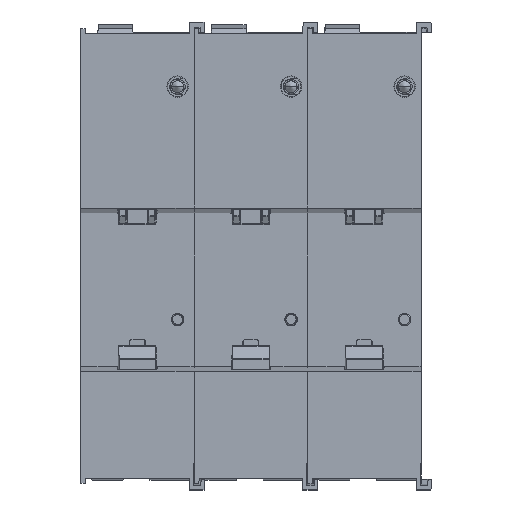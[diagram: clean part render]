
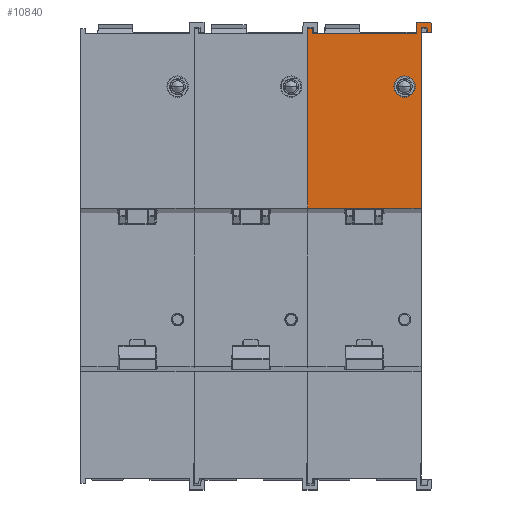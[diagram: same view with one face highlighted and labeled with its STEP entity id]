
A CAD part, top view. The second image highlights one B-rep face of the part: STEP entity #10840.
In plain terms, the highlighted planar face has unit normal (0, 0, 1).
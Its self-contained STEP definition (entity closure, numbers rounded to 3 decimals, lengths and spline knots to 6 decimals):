
#7870=DIRECTION('',(-1.,0.,0.));
#7871=VECTOR('',#7870,0.0268);
#7872=CARTESIAN_POINT('',(-0.0104,0.066571,-0.00346));
#7873=LINE('',#7872,#7871);
#8042=DIRECTION('',(0.,-1.,0.));
#8043=VECTOR('',#8042,0.042379);
#8044=CARTESIAN_POINT('',(-0.0372,0.10895,-0.00346));
#8045=LINE('',#8044,#8043);
#8046=DIRECTION('',(-1.,0.,0.));
#8047=VECTOR('',#8046,0.00109);
#8048=CARTESIAN_POINT('',(-0.03611,0.10895,-0.00346));
#8049=LINE('',#8048,#8047);
#8050=DIRECTION('',(-0.017,1.,0.));
#8051=VECTOR('',#8050,0.0012);
#8052=CARTESIAN_POINT('',(-0.036089,0.10775,-0.00346));
#8053=LINE('',#8052,#8051);
#8054=DIRECTION('',(-1.,0.,0.));
#8055=VECTOR('',#8054,0.024578);
#8056=CARTESIAN_POINT('',(-0.011511,0.10775,-0.00346));
#8057=LINE('',#8056,#8055);
#8058=DIRECTION('',(-0.017,-1.,0.));
#8059=VECTOR('',#8058,0.00275);
#8060=CARTESIAN_POINT('',(-0.011463,0.1105,-0.00346));
#8061=LINE('',#8060,#8059);
#8062=DIRECTION('',(-0.038,0.999,0.));
#8063=VECTOR('',#8062,0.002531);
#8064=CARTESIAN_POINT('',(-0.007953,0.107971,-0.00346));
#8065=LINE('',#8064,#8063);
#8066=DIRECTION('',(0.038,-0.999,0.));
#8067=VECTOR('',#8066,0.001238);
#8068=CARTESIAN_POINT('',(-0.009,0.1092,-0.00346));
#8069=LINE('',#8068,#8067);
#8070=DIRECTION('',(0.,1.,0.));
#8071=VECTOR('',#8070,0.037629);
#8072=CARTESIAN_POINT('',(-0.0104,0.066571,-0.00346));
#8073=LINE('',#8072,#8071);
#8074=CARTESIAN_POINT('',(-0.0143,0.09525,-0.00346));
#8075=DIRECTION('',(0.,0.,-1.));
#8076=DIRECTION('',(-1.,0.,0.));
#8077=AXIS2_PLACEMENT_3D('',#8074,#8075,#8076);
#8079=CARTESIAN_POINT('',(-0.0143,0.09525,-0.00346));
#8080=DIRECTION('',(0.,0.,-1.));
#8081=DIRECTION('',(1.,0.,0.));
#8082=AXIS2_PLACEMENT_3D('',#8079,#8080,#8081);
#8268=DIRECTION('',(0.,-1.,0.));
#8269=VECTOR('',#8268,0.005);
#8270=CARTESIAN_POINT('',(-0.0104,0.1092,-0.00346));
#8271=LINE('',#8270,#8269);
#8280=DIRECTION('',(-1.,0.,0.));
#8281=VECTOR('',#8280,0.0014);
#8282=CARTESIAN_POINT('',(-0.009,0.1092,-0.00346));
#8283=LINE('',#8282,#8281);
#8300=DIRECTION('',(-1.,-0.009,0.));
#8301=VECTOR('',#8300,0.001);
#8302=CARTESIAN_POINT('',(-0.007953,0.107971,-0.00346));
#8303=LINE('',#8302,#8301);
#8316=DIRECTION('',(1.,0.,0.));
#8317=VECTOR('',#8316,0.003413);
#8318=CARTESIAN_POINT('',(-0.011463,0.1105,-0.00346));
#8319=LINE('',#8318,#8317);
#9347=CARTESIAN_POINT('',(-0.0372,0.066571,-0.00346));
#9348=VERTEX_POINT('',#9347);
#9349=CARTESIAN_POINT('',(-0.0372,0.10895,-0.00346));
#9350=VERTEX_POINT('',#9349);
#9399=CARTESIAN_POINT('',(-0.0104,0.1042,-0.00346));
#9400=VERTEX_POINT('',#9399);
#9401=CARTESIAN_POINT('',(-0.0104,0.066571,-0.00346));
#9402=VERTEX_POINT('',#9401);
#9516=CARTESIAN_POINT('',(-0.036089,0.10775,-0.00346));
#9517=VERTEX_POINT('',#9516);
#9518=CARTESIAN_POINT('',(-0.011511,0.10775,-0.00346));
#9519=VERTEX_POINT('',#9518);
#9522=CARTESIAN_POINT('',(-0.03611,0.10895,-0.00346));
#9523=VERTEX_POINT('',#9522);
#9524=CARTESIAN_POINT('',(-0.0104,0.1092,-0.00346));
#9525=VERTEX_POINT('',#9524);
#9526=CARTESIAN_POINT('',(-0.009,0.1092,-0.00346));
#9527=VERTEX_POINT('',#9526);
#9528=CARTESIAN_POINT('',(-0.008952,0.107963,-0.00346));
#9529=VERTEX_POINT('',#9528);
#9530=CARTESIAN_POINT('',(-0.007953,0.107971,-0.00346));
#9531=VERTEX_POINT('',#9530);
#9532=CARTESIAN_POINT('',(-0.00805,0.1105,-0.00346));
#9533=VERTEX_POINT('',#9532);
#9534=CARTESIAN_POINT('',(-0.011463,0.1105,-0.00346));
#9535=VERTEX_POINT('',#9534);
#9536=CARTESIAN_POINT('',(-0.016814,0.09525,-0.00346));
#9537=CARTESIAN_POINT('',(-0.011786,0.09525,-0.00346));
#9538=VERTEX_POINT('',#9536);
#9539=VERTEX_POINT('',#9537);
#10804=CARTESIAN_POINT('',(-0.0372,0.027996,-0.00346));
#10805=DIRECTION('',(0.,0.,1.));
#10806=DIRECTION('',(1.,0.,0.));
#10807=AXIS2_PLACEMENT_3D('',#10804,#10805,#10806);
#10808=PLANE('',#10807);
#10809=ORIENTED_EDGE('',*,*,#10565,.T.);
#10810=ORIENTED_EDGE('',*,*,#10414,.F.);
#10812=ORIENTED_EDGE('',*,*,#10811,.F.);
#10814=ORIENTED_EDGE('',*,*,#10813,.F.);
#10816=ORIENTED_EDGE('',*,*,#10815,.F.);
#10818=ORIENTED_EDGE('',*,*,#10817,.F.);
#10820=ORIENTED_EDGE('',*,*,#10819,.T.);
#10822=ORIENTED_EDGE('',*,*,#10821,.F.);
#10824=ORIENTED_EDGE('',*,*,#10823,.T.);
#10826=ORIENTED_EDGE('',*,*,#10825,.F.);
#10828=ORIENTED_EDGE('',*,*,#10827,.T.);
#10830=ORIENTED_EDGE('',*,*,#10829,.T.);
#10831=ORIENTED_EDGE('',*,*,#10584,.F.);
#10832=EDGE_LOOP('',(#10809,#10810,#10812,#10814,#10816,#10818,#10820,#10822,
#10824,#10826,#10828,#10830,#10831));
#10833=FACE_OUTER_BOUND('',#10832,.F.);
#10835=ORIENTED_EDGE('',*,*,#10834,.F.);
#10837=ORIENTED_EDGE('',*,*,#10836,.F.);
#10838=EDGE_LOOP('',(#10835,#10837));
#10839=FACE_BOUND('',#10838,.F.);
#10840=ADVANCED_FACE('',(#10833,#10839),#10808,.T.);
#8078=CIRCLE('',#8077,0.002514);
#8083=CIRCLE('',#8082,0.002514);
#10414=EDGE_CURVE('',#9350,#9348,#8045,.T.);
#10565=EDGE_CURVE('',#9402,#9348,#7873,.T.);
#10584=EDGE_CURVE('',#9402,#9400,#8073,.T.);
#10811=EDGE_CURVE('',#9523,#9350,#8049,.T.);
#10813=EDGE_CURVE('',#9517,#9523,#8053,.T.);
#10815=EDGE_CURVE('',#9519,#9517,#8057,.T.);
#10817=EDGE_CURVE('',#9535,#9519,#8061,.T.);
#10819=EDGE_CURVE('',#9535,#9533,#8319,.T.);
#10821=EDGE_CURVE('',#9531,#9533,#8065,.T.);
#10823=EDGE_CURVE('',#9531,#9529,#8303,.T.);
#10825=EDGE_CURVE('',#9527,#9529,#8069,.T.);
#10827=EDGE_CURVE('',#9527,#9525,#8283,.T.);
#10829=EDGE_CURVE('',#9525,#9400,#8271,.T.);
#10834=EDGE_CURVE('',#9538,#9539,#8078,.T.);
#10836=EDGE_CURVE('',#9539,#9538,#8083,.T.);
